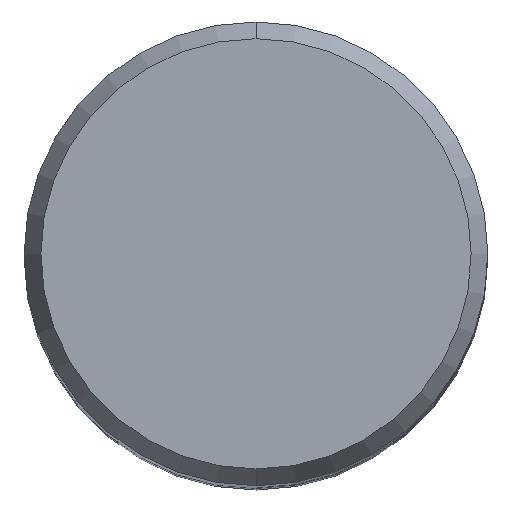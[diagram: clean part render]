
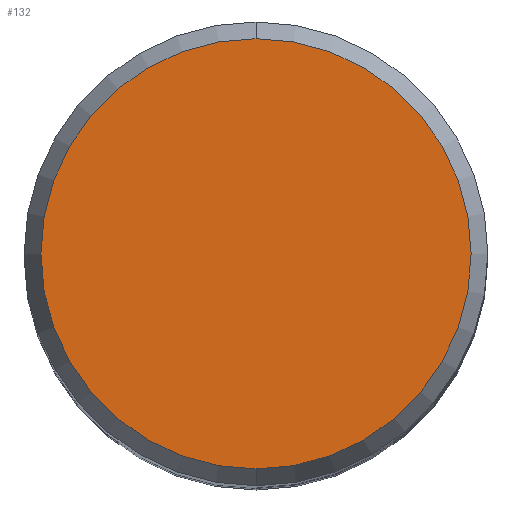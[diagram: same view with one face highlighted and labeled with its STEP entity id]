
A CAD part, top view. The second image highlights one B-rep face of the part: STEP entity #132.
In plain terms, the highlighted planar face has unit normal (0, 0, 1).
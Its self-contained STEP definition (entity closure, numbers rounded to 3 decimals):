
#100=VERTEX_POINT('',#225);
#106=VERTEX_POINT('',#231);
#122=EDGE_CURVE('',#106,#100,#247,.T.);
#132=ADVANCED_FACE('',(#258),#259,.T.);
#138=EDGE_CURVE('',#100,#106,#267,.T.);
#225=CARTESIAN_POINT('',(0.,-8.837,0.01));
#231=CARTESIAN_POINT('',(0.0,8.837,0.01));
#247=CIRCLE('',#384,8.837);
#258=FACE_OUTER_BOUND('',#398,.T.);
#259=PLANE('',#399);
#267=CIRCLE('',#408,8.837);
#384=AXIS2_PLACEMENT_3D('',#509,#510,#511);
#398=EDGE_LOOP('',(#525,#526));
#399=AXIS2_PLACEMENT_3D('',#527,#528,#529);
#408=AXIS2_PLACEMENT_3D('',#546,#547,#548);
#509=CARTESIAN_POINT('',(0.0,0.0,0.01));
#510=DIRECTION('',(0.0,0.0,-1.0));
#511=DIRECTION('',(0.0,1.0,0.0));
#525=ORIENTED_EDGE('',*,*,#122,.F.);
#526=ORIENTED_EDGE('',*,*,#138,.F.);
#527=CARTESIAN_POINT('',(0.0,4.419,0.01));
#528=DIRECTION('',(-0.0,0.0,1.0));
#529=DIRECTION('',(0.0,-1.0,0.0));
#546=CARTESIAN_POINT('',(0.0,0.0,0.01));
#547=DIRECTION('',(0.0,0.0,-1.0));
#548=DIRECTION('',(0.0,1.0,0.0));
